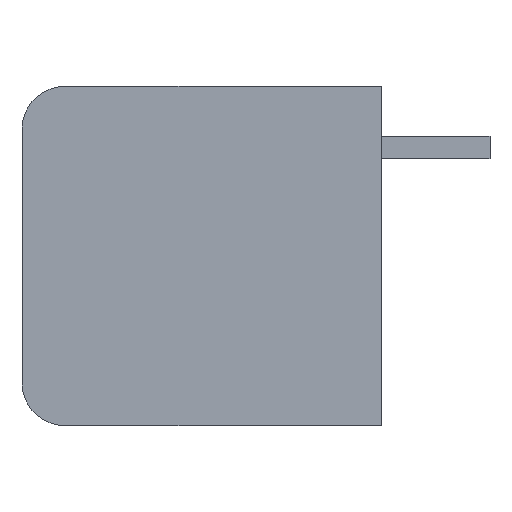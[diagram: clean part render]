
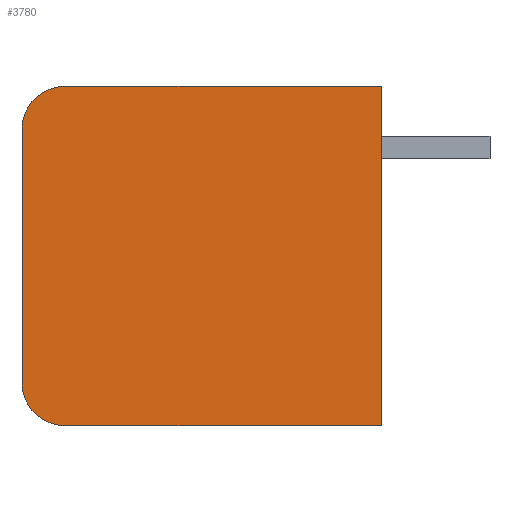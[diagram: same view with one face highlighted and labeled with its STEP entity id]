
A CAD part, left-side view. The second image highlights one B-rep face of the part: STEP entity #3780.
In plain terms, the highlighted planar face has unit normal (-1, 0, 0).
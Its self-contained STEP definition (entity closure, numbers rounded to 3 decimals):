
#73 = PLANE ( 'NONE',  #5806 ) ;
#555 = VECTOR ( 'NONE', #1366, 1000. ) ;
#583 = CARTESIAN_POINT ( 'NONE',  ( -9.081, 0., 0. ) ) ;
#628 = EDGE_CURVE ( 'NONE', #5564, #6104, #1331, .T. ) ;
#636 = EDGE_CURVE ( 'NONE', #5580, #1733, #1922, .T. ) ;
#821 = CARTESIAN_POINT ( 'NONE',  ( -9.081, 0., -12.7 ) ) ;
#985 = VECTOR ( 'NONE', #5835, 1000. ) ;
#1124 = FACE_OUTER_BOUND ( 'NONE', #5397, .T. ) ;
#1168 = ORIENTED_EDGE ( 'NONE', *, *, #5837, .T. ) ;
#1331 = LINE ( 'NONE', #6804, #6155 ) ;
#1366 = DIRECTION ( 'NONE',  ( 0., -1., 0. ) ) ;
#1686 = DIRECTION ( 'NONE',  ( 0., 0., 1. ) ) ;
#1733 = VERTEX_POINT ( 'NONE', #5347 ) ;
#1922 = LINE ( 'NONE', #5205, #555 ) ;
#2275 = DIRECTION ( 'NONE',  ( -1., 0., 0. ) ) ;
#2352 = EDGE_CURVE ( 'NONE', #5564, #1733, #3609, .T. ) ;
#2501 = ORIENTED_EDGE ( 'NONE', *, *, #2352, .F. ) ;
#2595 = CARTESIAN_POINT ( 'NONE',  ( -9.081, 13.462, -1.6 ) ) ;
#2626 = DIRECTION ( 'NONE',  ( -1., 0., 0. ) ) ;
#2901 = CARTESIAN_POINT ( 'NONE',  ( -9.081, 11.862, -12.7 ) ) ;
#3014 = EDGE_CURVE ( 'NONE', #6104, #4182, #5646, .T. ) ;
#3118 = LINE ( 'NONE', #5967, #6957 ) ;
#3385 = ORIENTED_EDGE ( 'NONE', *, *, #636, .T. ) ;
#3608 = EDGE_CURVE ( 'NONE', #5896, #4182, #3118, .T. ) ;
#3609 = LINE ( 'NONE', #821, #985 ) ;
#3675 = DIRECTION ( 'NONE',  ( 0., 0., 1. ) ) ;
#3716 = AXIS2_PLACEMENT_3D ( 'NONE', #7218, #3880, #1686 ) ;
#3780 = ADVANCED_FACE ( 'NONE', ( #1124 ), #73, .T. ) ;
#3880 = DIRECTION ( 'NONE',  ( -1., 0., 0. ) ) ;
#3892 = CARTESIAN_POINT ( 'NONE',  ( -9.081, 0., 0. ) ) ;
#4068 = CIRCLE ( 'NONE', #3716, 1.6 ) ;
#4182 = VERTEX_POINT ( 'NONE', #2595 ) ;
#4367 = ORIENTED_EDGE ( 'NONE', *, *, #3608, .F. ) ;
#4487 = DIRECTION ( 'NONE',  ( 0., 0., 1. ) ) ;
#4613 = DIRECTION ( 'NONE',  ( 0., 1., 0. ) ) ;
#5205 = CARTESIAN_POINT ( 'NONE',  ( -9.081, 11.862, -12.7 ) ) ;
#5347 = CARTESIAN_POINT ( 'NONE',  ( -9.081, 0., -12.7 ) ) ;
#5397 = EDGE_LOOP ( 'NONE', ( #5817, #6354, #4367, #1168, #3385, #2501 ) ) ;
#5564 = VERTEX_POINT ( 'NONE', #3892 ) ;
#5580 = VERTEX_POINT ( 'NONE', #2901 ) ;
#5646 = CIRCLE ( 'NONE', #6450, 1.6 ) ;
#5806 = AXIS2_PLACEMENT_3D ( 'NONE', #583, #2275, #6133 ) ;
#5817 = ORIENTED_EDGE ( 'NONE', *, *, #628, .T. ) ;
#5835 = DIRECTION ( 'NONE',  ( 0., 0., -1. ) ) ;
#5837 = EDGE_CURVE ( 'NONE', #5896, #5580, #4068, .T. ) ;
#5896 = VERTEX_POINT ( 'NONE', #6817 ) ;
#5967 = CARTESIAN_POINT ( 'NONE',  ( -9.081, 13.462, 0. ) ) ;
#6104 = VERTEX_POINT ( 'NONE', #7207 ) ;
#6133 = DIRECTION ( 'NONE',  ( 0., 0., 1. ) ) ;
#6155 = VECTOR ( 'NONE', #4613, 1000. ) ;
#6354 = ORIENTED_EDGE ( 'NONE', *, *, #3014, .T. ) ;
#6450 = AXIS2_PLACEMENT_3D ( 'NONE', #7211, #2626, #4487 ) ;
#6804 = CARTESIAN_POINT ( 'NONE',  ( -9.081, 0., 0. ) ) ;
#6817 = CARTESIAN_POINT ( 'NONE',  ( -9.081, 13.462, -11.1 ) ) ;
#6957 = VECTOR ( 'NONE', #3675, 1000. ) ;
#7207 = CARTESIAN_POINT ( 'NONE',  ( -9.081, 11.862, 0. ) ) ;
#7211 = CARTESIAN_POINT ( 'NONE',  ( -9.081, 11.862, -1.6 ) ) ;
#7218 = CARTESIAN_POINT ( 'NONE',  ( -9.081, 11.862, -11.1 ) ) ;
